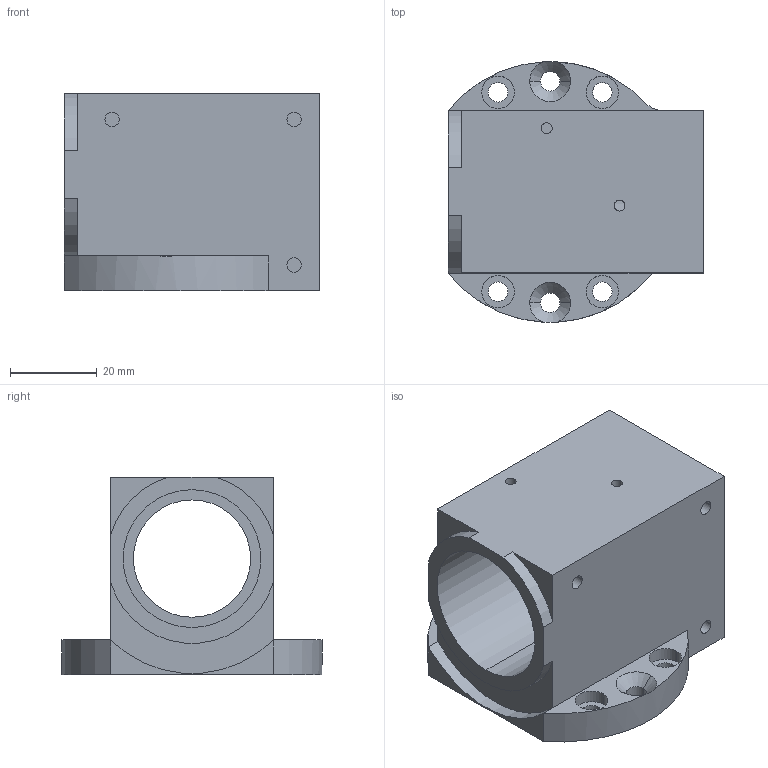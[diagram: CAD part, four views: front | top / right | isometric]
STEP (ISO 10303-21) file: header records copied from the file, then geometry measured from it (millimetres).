
FILE_DESCRIPTION (( 'STEP AP203' ), '1' );
FILE_NAME ('J4 turret housing.STEP', '2017-08-02T23:39:02', ( '' ), ( '' ), 'SwSTEP 2.0', 'SolidWorks 2016', '' );
FILE_SCHEMA (( 'CONFIG_CONTROL_DESIGN' ));
Length unit declared in the file: millimetre
Products named in the file (1): J4 turret housing
Bounding box: 58.8 x 59.99 x 45.4 mm (x, y, z)
Volume: 58308 mm3; surface area: 20297.4 mm2
Topology: 1 solids, 1 shells, 69 faces, 169 edges, 110 vertices
Faces by surface type: cylinder 43, plane 22, cone 4
Entity records: 2224 total; most frequent: CARTESIAN_POINT 401, DIRECTION 397, ORIENTED_EDGE 338, EDGE_CURVE 169, AXIS2_PLACEMENT_3D 162, VERTEX_POINT 110, EDGE_LOOP 93, CIRCLE 92
